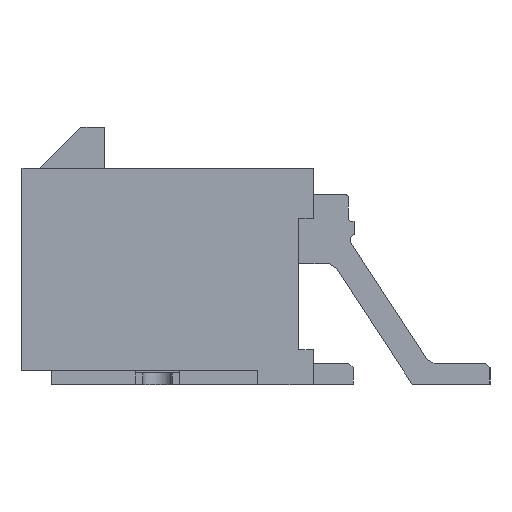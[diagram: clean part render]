
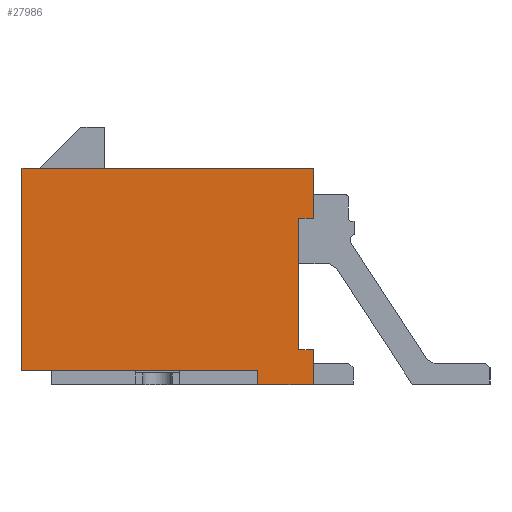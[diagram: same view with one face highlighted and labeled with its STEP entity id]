
A CAD part, left-side view. The second image highlights one B-rep face of the part: STEP entity #27986.
In plain terms, the highlighted face is planar.
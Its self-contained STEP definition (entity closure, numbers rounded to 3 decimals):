
#1922=ORIENTED_EDGE('',*,*,#7546,.T.);
#1923=ORIENTED_EDGE('',*,*,#6928,.F.);
#1924=ORIENTED_EDGE('',*,*,#7547,.T.);
#1925=ORIENTED_EDGE('',*,*,#7544,.T.);
#1926=ORIENTED_EDGE('',*,*,#7548,.T.);
#1927=ORIENTED_EDGE('',*,*,#7549,.T.);
#1928=ORIENTED_EDGE('',*,*,#6878,.F.);
#1929=ORIENTED_EDGE('',*,*,#6873,.T.);
#1930=ORIENTED_EDGE('',*,*,#7550,.T.);
#1931=ORIENTED_EDGE('',*,*,#7532,.F.);
#6873=EDGE_CURVE('',#9847,#9849,#11765,.T.);
#6878=EDGE_CURVE('',#9847,#9852,#11770,.T.);
#6928=EDGE_CURVE('',#9888,#9886,#11820,.T.);
#7532=EDGE_CURVE('',#10306,#10305,#12380,.T.);
#7544=EDGE_CURVE('',#10314,#10313,#12392,.T.);
#7546=EDGE_CURVE('',#10306,#9886,#12394,.T.);
#7547=EDGE_CURVE('',#9888,#10314,#12395,.T.);
#7548=EDGE_CURVE('',#10313,#10315,#12396,.T.);
#7549=EDGE_CURVE('',#10315,#9852,#12397,.T.);
#7550=EDGE_CURVE('',#9849,#10305,#12398,.T.);
#9847=VERTEX_POINT('',#36779);
#9849=VERTEX_POINT('',#36783);
#9852=VERTEX_POINT('',#36793);
#9886=VERTEX_POINT('',#36893);
#9888=VERTEX_POINT('',#36897);
#10305=VERTEX_POINT('',#38064);
#10306=VERTEX_POINT('',#38068);
#10313=VERTEX_POINT('',#38092);
#10314=VERTEX_POINT('',#38094);
#10315=VERTEX_POINT('',#38100);
#11765=LINE('',#36784,#14509);
#11770=LINE('',#36794,#14514);
#11820=LINE('',#36898,#14564);
#12380=LINE('',#38069,#15124);
#12392=LINE('',#38093,#15136);
#12394=LINE('',#38097,#15138);
#12395=LINE('',#38098,#15139);
#12396=LINE('',#38099,#15140);
#12397=LINE('',#38101,#15141);
#12398=LINE('',#38102,#15142);
#14509=VECTOR('',#30890,1000.);
#14514=VECTOR('',#30899,1000.);
#14564=VECTOR('',#30985,1000.);
#15124=VECTOR('',#31931,1000.);
#15136=VECTOR('',#31953,1000.);
#15138=VECTOR('',#31957,1000.);
#15139=VECTOR('',#31958,1000.);
#15140=VECTOR('',#31959,1000.);
#15141=VECTOR('',#31960,1000.);
#15142=VECTOR('',#31961,1000.);
#16976=EDGE_LOOP('',(#1922,#1923,#1924,#1925,#1926,#1927,#1928,#1929,#1930,
#1931));
#18128=FACE_BOUND('',#16976,.T.);
#19259=PLANE('',#29142);
#27986=ADVANCED_FACE('',(#18128),#19259,.T.);
#29142=AXIS2_PLACEMENT_3D('',#38096,#31955,#31956);
#30890=DIRECTION('',(0.,0.,-1.));
#30899=DIRECTION('',(-1.,0.,0.));
#30985=DIRECTION('',(0.,0.,1.));
#31931=DIRECTION('',(0.,0.,-1.));
#31953=DIRECTION('',(0.,0.,1.));
#31955=DIRECTION('',(0.,1.,0.));
#31956=DIRECTION('',(0.,0.,1.));
#31957=DIRECTION('',(-1.,0.,0.));
#31958=DIRECTION('',(-1.,0.,0.));
#31959=DIRECTION('',(1.,0.,0.));
#31960=DIRECTION('',(0.,0.,-1.));
#31961=DIRECTION('',(-1.,0.,0.));
#36779=CARTESIAN_POINT('',(3.93,16.85,-3.05));
#36783=CARTESIAN_POINT('',(3.93,16.85,-4.95));
#36784=CARTESIAN_POINT('',(3.93,16.85,-3.05));
#36793=CARTESIAN_POINT('',(3.43,16.85,-3.05));
#36794=CARTESIAN_POINT('',(3.93,16.85,-3.05));
#36893=CARTESIAN_POINT('',(-1.73,16.85,-4.45));
#36897=CARTESIAN_POINT('',(-1.73,16.85,-4.95));
#36898=CARTESIAN_POINT('',(-1.73,16.85,-4.95));
#38064=CARTESIAN_POINT('',(2.73,16.85,-4.95));
#38068=CARTESIAN_POINT('',(2.73,16.85,-4.45));
#38069=CARTESIAN_POINT('',(2.73,16.85,-4.45));
#38092=CARTESIAN_POINT('',(-3.43,16.85,4.95));
#38093=CARTESIAN_POINT('',(-3.43,16.85,-4.95));
#38094=CARTESIAN_POINT('',(-3.43,16.85,-4.95));
#38096=CARTESIAN_POINT('',(0.,16.85,0.));
#38097=CARTESIAN_POINT('',(-2.73,16.85,-4.45));
#38098=CARTESIAN_POINT('',(3.43,16.85,-4.95));
#38099=CARTESIAN_POINT('',(-3.43,16.85,4.95));
#38100=CARTESIAN_POINT('',(3.43,16.85,4.95));
#38101=CARTESIAN_POINT('',(3.43,16.85,4.95));
#38102=CARTESIAN_POINT('',(3.43,16.85,-4.95));
